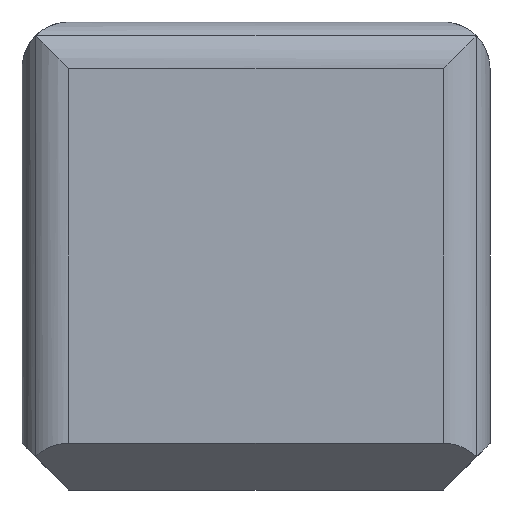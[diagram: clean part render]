
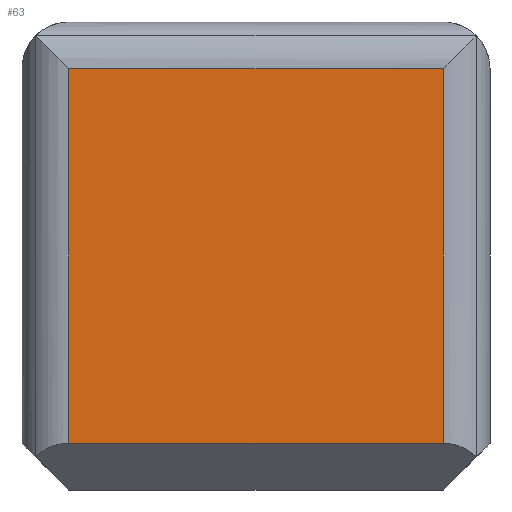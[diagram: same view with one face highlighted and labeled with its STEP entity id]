
A CAD part, front view. The second image highlights one B-rep face of the part: STEP entity #63.
In plain terms, the highlighted planar face has unit normal (0, -1, 0).
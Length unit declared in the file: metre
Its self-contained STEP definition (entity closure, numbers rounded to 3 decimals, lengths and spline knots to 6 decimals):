
#63=ADVANCED_FACE('0:583',(#136),#137,.T.);
#136=FACE_OUTER_BOUND('',#216,.T.);
#137=PLANE('',#217);
#216=EDGE_LOOP('',(#333,#334,#335,#336));
#217=AXIS2_PLACEMENT_3D('',#337,#338,#339);
#333=ORIENTED_EDGE('',*,*,#521,.F.);
#334=ORIENTED_EDGE('',*,*,#522,.F.);
#335=ORIENTED_EDGE('',*,*,#523,.F.);
#336=ORIENTED_EDGE('',*,*,#498,.F.);
#337=CARTESIAN_POINT('',(0.0,-0.01,0.0));
#338=DIRECTION('',(0.0,-1.0,0.0));
#339=DIRECTION('',(1.0,0.0,-0.0));
#498=EDGE_CURVE('1:4073',#594,#596,#597,.T.);
#521=EDGE_CURVE('2:23500',#633,#594,#634,.T.);
#522=EDGE_CURVE('1:3470',#635,#633,#636,.T.);
#523=EDGE_CURVE('1:2705',#596,#635,#637,.T.);
#594=VERTEX_POINT('',#720);
#596=VERTEX_POINT('',#722);
#597=LINE('',#723,#724);
#633=VERTEX_POINT('',#773);
#634=LINE('',#774,#775);
#635=VERTEX_POINT('',#776);
#636=LINE('',#777,#778);
#637=LINE('',#779,#780);
#720=CARTESIAN_POINT('',(-0.008,-0.01,0.002));
#722=CARTESIAN_POINT('',(-0.008,-0.01,0.018));
#723=CARTESIAN_POINT('',(-0.008,-0.01,0.0));
#724=VECTOR('',#868,1.0);
#773=CARTESIAN_POINT('',(0.008,-0.01,0.002));
#774=CARTESIAN_POINT('',(0.0,-0.01,0.002));
#775=VECTOR('',#894,1.0);
#776=CARTESIAN_POINT('',(0.008,-0.01,0.018));
#777=CARTESIAN_POINT('',(0.008,-0.01,0.0));
#778=VECTOR('',#895,1.0);
#779=CARTESIAN_POINT('',(0.0,-0.01,0.018));
#780=VECTOR('',#896,1.0);
#868=DIRECTION('',(0.0,0.0,1.0));
#894=DIRECTION('',(-1.0,-0.0,0.0));
#895=DIRECTION('',(-0.0,-0.0,-1.0));
#896=DIRECTION('',(1.0,-0.0,-0.0));
